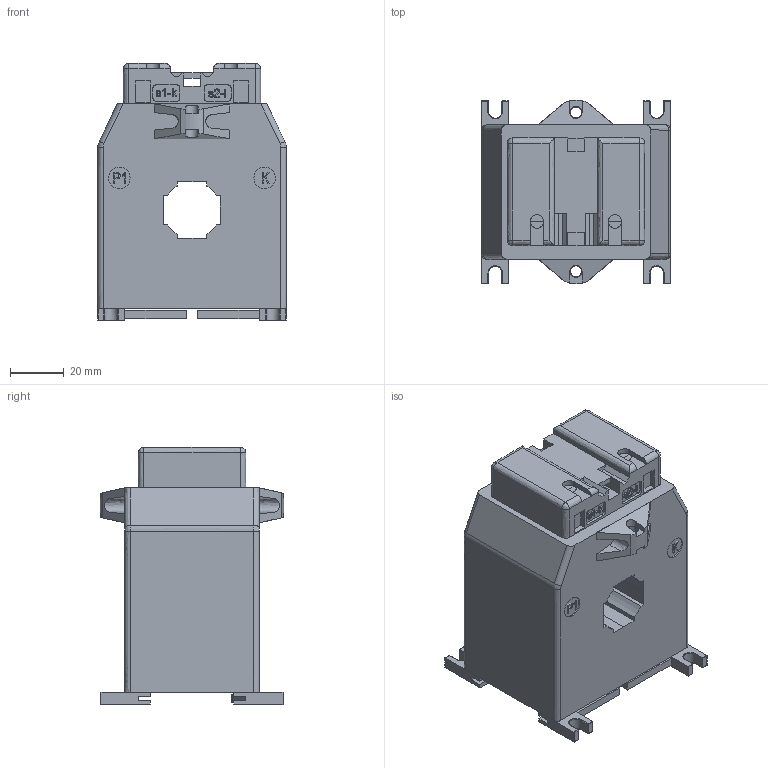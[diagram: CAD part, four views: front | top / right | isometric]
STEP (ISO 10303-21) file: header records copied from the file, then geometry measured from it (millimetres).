
FILE_DESCRIPTION(/* description */ (''),/* implementation_level */ '2;1');
FILE_NAME(/* name */ 'TAC021',/* time_stamp */ '2011-05-31T10:06:26+02:00',/* author */ (''),/* organization */ (''),/* preprocessor_version */ 'ST-DEVELOPER v8',/* originating_system */ '',/* authorisation */ '');
FILE_SCHEMA (('CONFIG_CONTROL_DESIGN'));
Length unit declared in the file: millimetre
Products named in the file (1): 3
Bounding box: 70 x 68.13 x 95.5 mm (x, y, z)
Volume: 274596.1 mm3; surface area: 41056 mm2
Topology: 13 solids, 13 shells, 445 faces, 1071 edges, 660 vertices
Faces by surface type: bspline 445
Entity records: 17920 total; most frequent: CARTESIAN_POINT 11372, ORIENTED_EDGE 2142, EDGE_CURVE 1071, B_SPLINE_CURVE_WITH_KNOTS 915, VERTEX_POINT 666, EDGE_LOOP 463, ADVANCED_FACE 445, FACE_OUTER_BOUND 445
